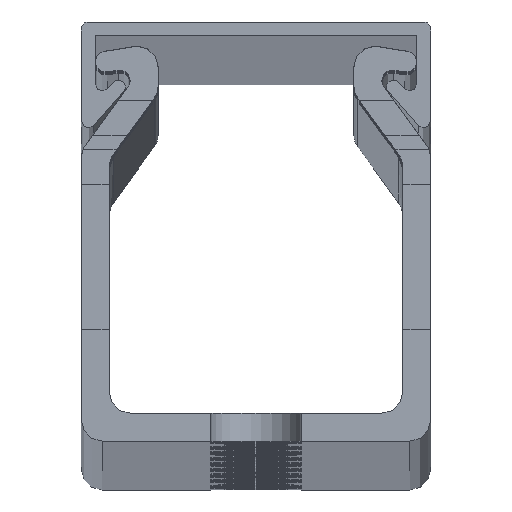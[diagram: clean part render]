
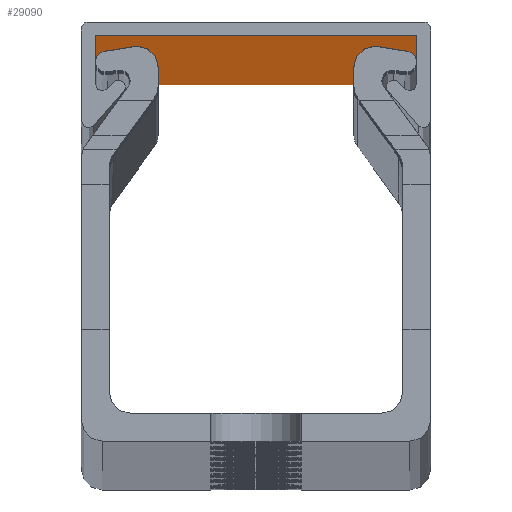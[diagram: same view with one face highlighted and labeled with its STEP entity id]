
A CAD part, top view. The second image highlights one B-rep face of the part: STEP entity #29090.
In plain terms, the highlighted planar face has unit normal (0, -1, 0).
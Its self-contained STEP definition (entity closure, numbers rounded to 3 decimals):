
#20 = VECTOR ( 'NONE', #9211, 1000. ) ;
#103 = VECTOR ( 'NONE', #2104, 1000. ) ;
#2104 = DIRECTION ( 'NONE',  ( 1., 0., 0. ) ) ;
#2738 = LINE ( 'NONE', #23365, #20600 ) ;
#3760 = VERTEX_POINT ( 'NONE', #29326 ) ;
#4382 = CARTESIAN_POINT ( 'NONE',  ( -11.5, 29., -1000. ) ) ;
#4894 = LINE ( 'NONE', #20281, #22388 ) ;
#5469 = EDGE_CURVE ( 'NONE', #3760, #6000, #2738, .T. ) ;
#5568 = DIRECTION ( 'NONE',  ( -1., 0., 0. ) ) ;
#5638 = ORIENTED_EDGE ( 'NONE', *, *, #10769, .T. ) ;
#6000 = VERTEX_POINT ( 'NONE', #10871 ) ;
#9211 = DIRECTION ( 'NONE',  ( 0., 0., -1. ) ) ;
#9531 = LINE ( 'NONE', #14453, #20 ) ;
#10100 = DIRECTION ( 'NONE',  ( 0., 0., -1. ) ) ;
#10769 = EDGE_CURVE ( 'NONE', #11147, #26073, #9531, .T. ) ;
#10809 = CARTESIAN_POINT ( 'NONE',  ( -11.5, 29., 1000. ) ) ;
#10871 = CARTESIAN_POINT ( 'NONE',  ( 11.5, 29., -1000. ) ) ;
#11147 = VERTEX_POINT ( 'NONE', #10809 ) ;
#11378 = EDGE_CURVE ( 'NONE', #3760, #11147, #4894, .T. ) ;
#12862 = EDGE_CURVE ( 'NONE', #26073, #6000, #26817, .T. ) ;
#14453 = CARTESIAN_POINT ( 'NONE',  ( -11.5, 29., 1026.373 ) ) ;
#14626 = CARTESIAN_POINT ( 'NONE',  ( -11.5, 29., -1000. ) ) ;
#14686 = AXIS2_PLACEMENT_3D ( 'NONE', #27515, #28000, #5568 ) ;
#20281 = CARTESIAN_POINT ( 'NONE',  ( -11.5, 29., 1000. ) ) ;
#20600 = VECTOR ( 'NONE', #10100, 1000. ) ;
#22388 = VECTOR ( 'NONE', #25183, 1000. ) ;
#23090 = PLANE ( 'NONE',  #14686 ) ;
#23365 = CARTESIAN_POINT ( 'NONE',  ( 11.5, 29., 1026.373 ) ) ;
#23407 = ORIENTED_EDGE ( 'NONE', *, *, #5469, .F. ) ;
#25059 = FACE_OUTER_BOUND ( 'NONE', #29881, .T. ) ;
#25183 = DIRECTION ( 'NONE',  ( -1., 0., 0. ) ) ;
#26073 = VERTEX_POINT ( 'NONE', #14626 ) ;
#26817 = LINE ( 'NONE', #4382, #103 ) ;
#27515 = CARTESIAN_POINT ( 'NONE',  ( -11.5, 29., 1026.373 ) ) ;
#28000 = DIRECTION ( 'NONE',  ( 0., 1., 0. ) ) ;
#28646 = ORIENTED_EDGE ( 'NONE', *, *, #12862, .T. ) ;
#29090 = ADVANCED_FACE ( 'NONE', ( #25059 ), #23090, .F. ) ;
#29326 = CARTESIAN_POINT ( 'NONE',  ( 11.5, 29., 1000. ) ) ;
#29457 = ORIENTED_EDGE ( 'NONE', *, *, #11378, .T. ) ;
#29881 = EDGE_LOOP ( 'NONE', ( #23407, #29457, #5638, #28646 ) ) ;
